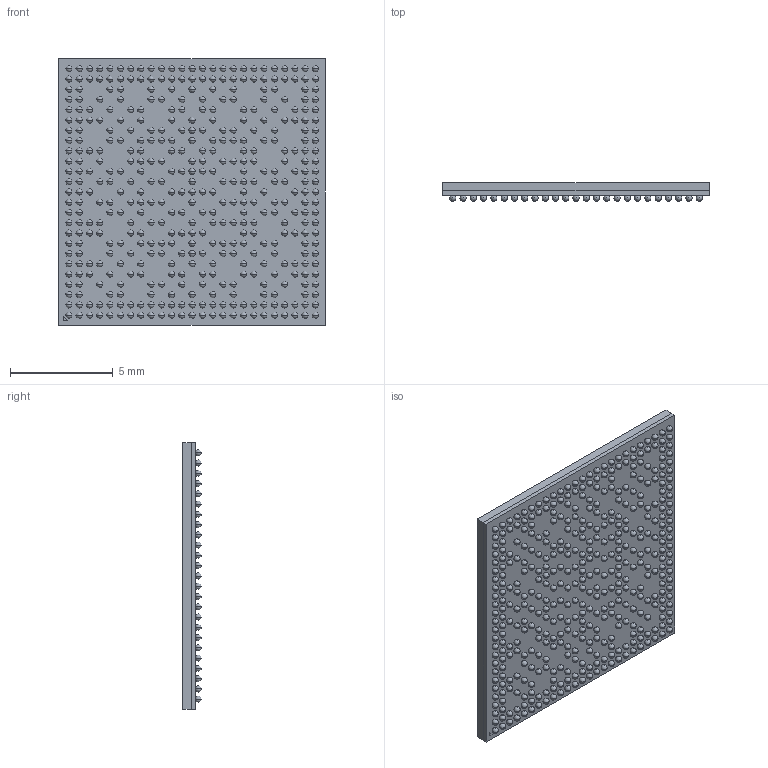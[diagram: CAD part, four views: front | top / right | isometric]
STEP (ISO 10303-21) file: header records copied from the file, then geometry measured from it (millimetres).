
FILE_DESCRIPTION (( 'STEP AP214' ), '1' );
FILE_NAME ('ALW425.STEP', '2023-12-24T23:12:30', ( '' ), ( '' ), 'SwSTEP 2.0', 'SolidWorks 2021', '' );
FILE_SCHEMA (( 'AUTOMOTIVE_DESIGN' ));
Length unit declared in the file: millimetre
Products named in the file (1): ALW425
Bounding box: 13 x 0.89 x 13 mm (x, y, z)
Volume: 108.4 mm3; surface area: 827.9 mm2
Topology: 428 solids, 428 shells, 1300 faces, 3870 edges, 2580 vertices
Faces by surface type: sphere 848, plane 448, cylinder 4
Entity records: 32567 total; most frequent: DIRECTION 6056, CARTESIAN_POINT 4359, ORIENTED_EDGE 3500, AXIS2_PLACEMENT_3D 3005, EDGE_CURVE 1750, CIRCLE 1704, VERTEX_POINT 1308, EDGE_LOOP 1302
